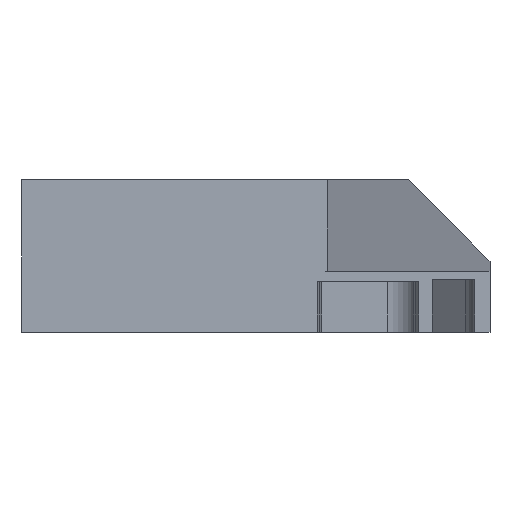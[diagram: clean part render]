
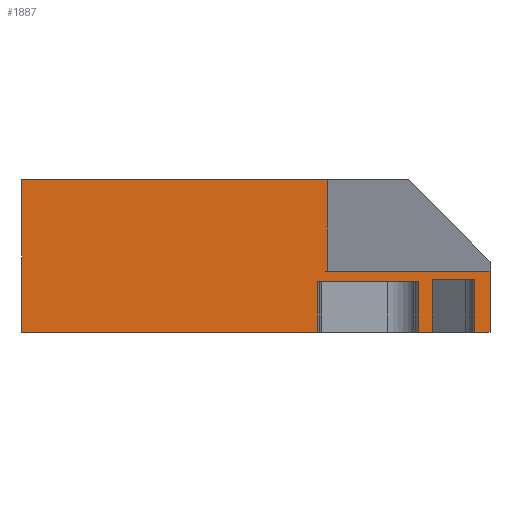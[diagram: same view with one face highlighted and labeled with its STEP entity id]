
A CAD part, front view. The second image highlights one B-rep face of the part: STEP entity #1887.
In plain terms, the highlighted planar face has unit normal (0, -1, 0).
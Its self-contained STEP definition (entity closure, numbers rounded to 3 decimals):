
#3 = CARTESIAN_POINT ( 'NONE',  ( 31., -160., 6. ) ) ;
#68 = VECTOR ( 'NONE', #3079, 1000. ) ;
#78 = EDGE_CURVE ( 'NONE', #1904, #3665, #4096, .T. ) ;
#104 = DIRECTION ( 'NONE',  ( -1., 0., 0. ) ) ;
#116 = CARTESIAN_POINT ( 'NONE',  ( 24., -160., 5. ) ) ;
#149 = CARTESIAN_POINT ( 'NONE',  ( 14., -160., 0. ) ) ;
#191 = CARTESIAN_POINT ( 'NONE',  ( -15., -160., 15. ) ) ;
#232 = VERTEX_POINT ( 'NONE', #4445 ) ;
#259 = LINE ( 'NONE', #362, #876 ) ;
#333 = VERTEX_POINT ( 'NONE', #116 ) ;
#362 = CARTESIAN_POINT ( 'NONE',  ( 15., -160., 15. ) ) ;
#369 = CARTESIAN_POINT ( 'NONE',  ( -15., -160., 0. ) ) ;
#382 = LINE ( 'NONE', #3529, #3471 ) ;
#433 = DIRECTION ( 'NONE',  ( 0., 0., -1. ) ) ;
#519 = CARTESIAN_POINT ( 'NONE',  ( 15., -160., 15. ) ) ;
#534 = VERTEX_POINT ( 'NONE', #5159 ) ;
#625 = ORIENTED_EDGE ( 'NONE', *, *, #4424, .T. ) ;
#646 = LINE ( 'NONE', #3, #4268 ) ;
#688 = CARTESIAN_POINT ( 'NONE',  ( 29.5, -160., 5.2 ) ) ;
#707 = CARTESIAN_POINT ( 'NONE',  ( -15., -160., 0. ) ) ;
#710 = ORIENTED_EDGE ( 'NONE', *, *, #1839, .T. ) ;
#743 = LINE ( 'NONE', #3144, #4344 ) ;
#773 = EDGE_CURVE ( 'NONE', #5054, #1227, #915, .T. ) ;
#827 = CARTESIAN_POINT ( 'NONE',  ( -15., -160., 0. ) ) ;
#845 = ORIENTED_EDGE ( 'NONE', *, *, #773, .F. ) ;
#876 = VECTOR ( 'NONE', #433, 1000. ) ;
#898 = ORIENTED_EDGE ( 'NONE', *, *, #3915, .T. ) ;
#915 = LINE ( 'NONE', #4416, #5330 ) ;
#918 = VERTEX_POINT ( 'NONE', #4130 ) ;
#919 = EDGE_CURVE ( 'NONE', #4398, #918, #2687, .T. ) ;
#942 = VECTOR ( 'NONE', #1242, 1000. ) ;
#976 = VECTOR ( 'NONE', #3701, 1000. ) ;
#982 = EDGE_CURVE ( 'NONE', #4446, #918, #4369, .T. ) ;
#1025 = DIRECTION ( 'NONE',  ( 1., 0., 0. ) ) ;
#1050 = ORIENTED_EDGE ( 'NONE', *, *, #2506, .F. ) ;
#1054 = DIRECTION ( 'NONE',  ( -1., 0., 0. ) ) ;
#1125 = VECTOR ( 'NONE', #2345, 1000. ) ;
#1227 = VERTEX_POINT ( 'NONE', #519 ) ;
#1242 = DIRECTION ( 'NONE',  ( 1., 0., 0. ) ) ;
#1252 = LINE ( 'NONE', #3547, #1125 ) ;
#1398 = CARTESIAN_POINT ( 'NONE',  ( -15., -160., 15. ) ) ;
#1410 = DIRECTION ( 'NONE',  ( 0., 0., 1. ) ) ;
#1514 = VECTOR ( 'NONE', #2769, 1000. ) ;
#1611 = ORIENTED_EDGE ( 'NONE', *, *, #4489, .F. ) ;
#1640 = ORIENTED_EDGE ( 'NONE', *, *, #982, .T. ) ;
#1725 = DIRECTION ( 'NONE',  ( 0., 0., -1. ) ) ;
#1745 = CARTESIAN_POINT ( 'NONE',  ( 29.5, -160., 5.2 ) ) ;
#1839 = EDGE_CURVE ( 'NONE', #5054, #4504, #2346, .T. ) ;
#1887 = ADVANCED_FACE ( 'NONE', ( #4152 ), #4367, .F. ) ;
#1888 = DIRECTION ( 'NONE',  ( 0., 0., -1. ) ) ;
#1904 = VERTEX_POINT ( 'NONE', #4816 ) ;
#1943 = LINE ( 'NONE', #1745, #5228 ) ;
#1997 = CARTESIAN_POINT ( 'NONE',  ( 25.3, -160., 5.2 ) ) ;
#2080 = EDGE_CURVE ( 'NONE', #333, #4446, #743, .T. ) ;
#2345 = DIRECTION ( 'NONE',  ( 0., 0., -1. ) ) ;
#2346 = LINE ( 'NONE', #3543, #68 ) ;
#2355 = ORIENTED_EDGE ( 'NONE', *, *, #2468, .T. ) ;
#2379 = EDGE_CURVE ( 'NONE', #1227, #3665, #259, .T. ) ;
#2468 = EDGE_CURVE ( 'NONE', #3772, #5276, #1943, .T. ) ;
#2506 = EDGE_CURVE ( 'NONE', #333, #534, #382, .T. ) ;
#2554 = VECTOR ( 'NONE', #3309, 1000. ) ;
#2687 = LINE ( 'NONE', #1997, #976 ) ;
#2702 = CARTESIAN_POINT ( 'NONE',  ( 15., -160., 6. ) ) ;
#2767 = VECTOR ( 'NONE', #1054, 1000. ) ;
#2769 = DIRECTION ( 'NONE',  ( 1., 0., 0. ) ) ;
#2983 = CARTESIAN_POINT ( 'NONE',  ( 31., -160., 6. ) ) ;
#3025 = ORIENTED_EDGE ( 'NONE', *, *, #2080, .T. ) ;
#3079 = DIRECTION ( 'NONE',  ( 0., 0., -1. ) ) ;
#3144 = CARTESIAN_POINT ( 'NONE',  ( 24., -160., 5. ) ) ;
#3184 = CARTESIAN_POINT ( 'NONE',  ( 24., -160., 0. ) ) ;
#3309 = DIRECTION ( 'NONE',  ( 1., 0., 0. ) ) ;
#3318 = LINE ( 'NONE', #5357, #2767 ) ;
#3425 = ORIENTED_EDGE ( 'NONE', *, *, #4482, .F. ) ;
#3471 = VECTOR ( 'NONE', #104, 1000. ) ;
#3488 = EDGE_CURVE ( 'NONE', #1904, #232, #646, .T. ) ;
#3499 = ORIENTED_EDGE ( 'NONE', *, *, #3488, .F. ) ;
#3529 = CARTESIAN_POINT ( 'NONE',  ( 24., -160., 5. ) ) ;
#3543 = CARTESIAN_POINT ( 'NONE',  ( -15., -160., 15. ) ) ;
#3547 = CARTESIAN_POINT ( 'NONE',  ( 14., -160., 5. ) ) ;
#3665 = VERTEX_POINT ( 'NONE', #2702 ) ;
#3701 = DIRECTION ( 'NONE',  ( 0., 0., -1. ) ) ;
#3772 = VERTEX_POINT ( 'NONE', #688 ) ;
#3847 = LINE ( 'NONE', #4918, #1514 ) ;
#3873 = CARTESIAN_POINT ( 'NONE',  ( 25.3, -160., 5.2 ) ) ;
#3915 = EDGE_CURVE ( 'NONE', #4504, #4091, #4479, .T. ) ;
#4091 = VERTEX_POINT ( 'NONE', #149 ) ;
#4096 = LINE ( 'NONE', #2983, #4771 ) ;
#4130 = CARTESIAN_POINT ( 'NONE',  ( 25.3, -160., 0. ) ) ;
#4152 = FACE_OUTER_BOUND ( 'NONE', #5555, .T. ) ;
#4268 = VECTOR ( 'NONE', #1725, 1000. ) ;
#4344 = VECTOR ( 'NONE', #1888, 1000. ) ;
#4367 = PLANE ( 'NONE',  #5084 ) ;
#4369 = LINE ( 'NONE', #369, #2554 ) ;
#4394 = DIRECTION ( 'NONE',  ( 0., 1., 0. ) ) ;
#4398 = VERTEX_POINT ( 'NONE', #3873 ) ;
#4416 = CARTESIAN_POINT ( 'NONE',  ( -15., -160., 15. ) ) ;
#4424 = EDGE_CURVE ( 'NONE', #5276, #232, #3847, .T. ) ;
#4445 = CARTESIAN_POINT ( 'NONE',  ( 31., -160., 0. ) ) ;
#4446 = VERTEX_POINT ( 'NONE', #3184 ) ;
#4479 = LINE ( 'NONE', #827, #942 ) ;
#4482 = EDGE_CURVE ( 'NONE', #534, #4091, #1252, .T. ) ;
#4489 = EDGE_CURVE ( 'NONE', #3772, #4398, #3318, .T. ) ;
#4504 = VERTEX_POINT ( 'NONE', #707 ) ;
#4671 = DIRECTION ( 'NONE',  ( -1., 0., 0. ) ) ;
#4742 = DIRECTION ( 'NONE',  ( 0., 0., -1. ) ) ;
#4771 = VECTOR ( 'NONE', #4671, 1000. ) ;
#4816 = CARTESIAN_POINT ( 'NONE',  ( 31., -160., 6. ) ) ;
#4918 = CARTESIAN_POINT ( 'NONE',  ( -15., -160., 0. ) ) ;
#4919 = ORIENTED_EDGE ( 'NONE', *, *, #2379, .F. ) ;
#4921 = CARTESIAN_POINT ( 'NONE',  ( 29.5, -160., 0. ) ) ;
#5033 = ORIENTED_EDGE ( 'NONE', *, *, #78, .T. ) ;
#5054 = VERTEX_POINT ( 'NONE', #191 ) ;
#5084 = AXIS2_PLACEMENT_3D ( 'NONE', #1398, #4394, #1410 ) ;
#5159 = CARTESIAN_POINT ( 'NONE',  ( 14., -160., 5. ) ) ;
#5168 = ORIENTED_EDGE ( 'NONE', *, *, #919, .F. ) ;
#5228 = VECTOR ( 'NONE', #4742, 1000. ) ;
#5276 = VERTEX_POINT ( 'NONE', #4921 ) ;
#5330 = VECTOR ( 'NONE', #1025, 1000. ) ;
#5357 = CARTESIAN_POINT ( 'NONE',  ( 29.5, -160., 5.2 ) ) ;
#5555 = EDGE_LOOP ( 'NONE', ( #898, #3425, #1050, #3025, #1640, #5168, #1611, #2355, #625, #3499, #5033, #4919, #845, #710 ) ) ;
